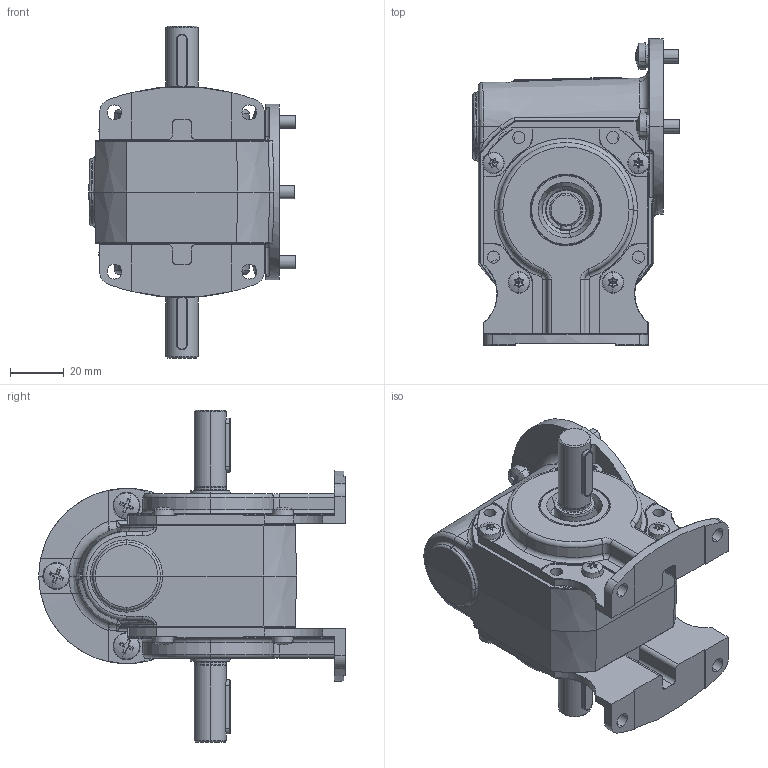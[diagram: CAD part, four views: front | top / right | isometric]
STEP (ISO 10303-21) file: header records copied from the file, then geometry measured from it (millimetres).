
FILE_DESCRIPTION (( 'STEP AP203' ), '1' );
FILE_NAME ('Getriebe_VE31-F-B-25 .STEP', '2014-03-12T10:32:25', ( 'kob' ), ( 'Microsoft' ), 'SwSTEP 2.0', 'SolidWorks 2012', '' );
FILE_SCHEMA (( 'CONFIG_CONTROL_DESIGN' ));
Length unit declared in the file: millimetre
Products named in the file (1): Getriebe_VE31-F-B-25 
Bounding box: 76.47 x 113.5 x 123 mm (x, y, z)
Surface area: 50654.1 mm2 (no closed solid volume)
Topology: 0 solids, 36 shells, 907 faces, 2598 edges, 1632 vertices
Faces by surface type: plane 339, cylinder 287, torus 126, cone 79, bspline 52, sphere 24
Entity records: 33037 total; most frequent: CARTESIAN_POINT 9914, DIRECTION 5048, ORIENTED_EDGE 4407, EDGE_CURVE 2593, AXIS2_PLACEMENT_3D 1948, VERTEX_POINT 1632, LINE 1152, VECTOR 1152
